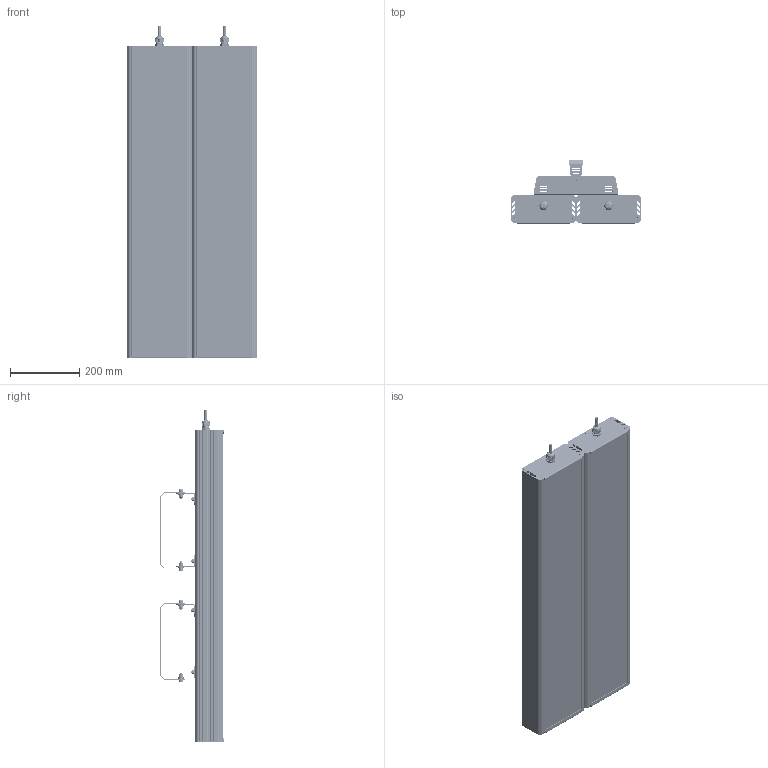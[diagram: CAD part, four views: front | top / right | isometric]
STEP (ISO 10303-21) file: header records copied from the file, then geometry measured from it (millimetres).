
FILE_DESCRIPTION(('STEP AP214'), '1');
FILE_NAME('001.0079.105.000 ÃÑÏ-Ýêñòðà-Îïòèê-360', '2023-11-03T05:50:19', ('Ëóêîíèí'), ('ÎÊÁ Ñâîé Ñòèëü'), 'C3D Converter', 'C3D Toolkit', '');
FILE_SCHEMA(('AUTOMOTIVE_DESIGN { 1 0 10303 214 3 1 1}'));
Length unit declared in the file: millimetre
Products named in the file (42): 001.0079.105.000
Assembly tree (101 placements, depth 4):
  001.0079.105.000
    (unnamed)  x2
      (unnamed)
      (unnamed)
      (unnamed)
      (unnamed)
      (unnamed)
      (unnamed)
      (unnamed)
      (unnamed)
      (unnamed)
        (unnamed)
      (unnamed)
        (unnamed)
        (unnamed)
        (unnamed)  x13
        (unnamed)
        (unnamed)
        (unnamed)
        (unnamed)
        (unnamed)
        (unnamed)
        (unnamed)
    (unnamed)  x2
      (unnamed)
      (unnamed)
      (unnamed)
      (unnamed)
      (unnamed)
      (unnamed)
      (unnamed)
      (unnamed)
      (unnamed)
      (unnamed)
      (unnamed)
      (unnamed)
      (unnamed)
      (unnamed)
      (unnamed)
      (unnamed)
      (unnamed)
      (unnamed)
Bounding box: 374.75 x 184.68 x 956.43 mm (x, y, z)
Volume: 6121088.9 mm3; surface area: 4592618.4 mm2
Topology: 1302 solids, 1302 shells, 18244 faces, 41962 edges, 28030 vertices
Faces by surface type: plane 12884, cylinder 4400, bspline 594, cone 292, torus 38, sphere 36
Full cylindrical faces by diameter (mm): 1 x36, 2 x72, 2.5 x144, 2.8 x900, 3.2 x36, 3.5 x216, 4 x24, 4.917 x16, 6 x20, 6.6 x16, 6.647 x4, 8 x28, 8.5 x8, 9 x476, 11 x16, 12 x2, 12.5 x2, 13 x4, 15 x8, 16 x2, 18.5 x6, 20 x2, 23.5 x2
Entity records: 115073 total; most frequent: CARTESIAN_POINT 51572, ORIENTED_EDGE 11984, DIRECTION 11314, EDGE_CURVE 5992, VERTEX_POINT 4110, AXIS2_PLACEMENT_3D 3817, LINE 3680, VECTOR 3680
